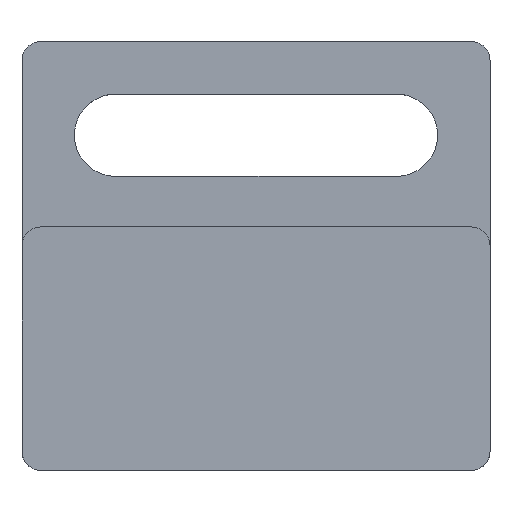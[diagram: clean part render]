
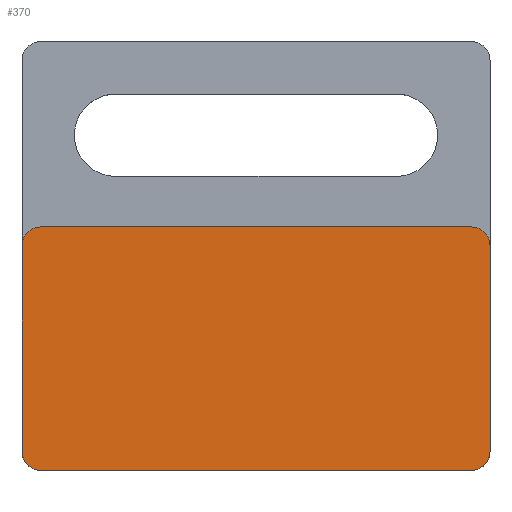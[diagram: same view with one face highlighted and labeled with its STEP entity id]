
A CAD part, top view. The second image highlights one B-rep face of the part: STEP entity #370.
In plain terms, the highlighted planar face has unit normal (0, 0, 1).
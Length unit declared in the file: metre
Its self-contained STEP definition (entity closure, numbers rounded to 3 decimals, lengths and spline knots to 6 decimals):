
#30=CIRCLE('',#414,0.001);
#31=CIRCLE('',#415,0.001);
#32=CIRCLE('',#416,0.001);
#33=CIRCLE('',#417,0.001);
#70=ORIENTED_EDGE('',*,*,#176,.F.);
#71=ORIENTED_EDGE('',*,*,#177,.T.);
#72=ORIENTED_EDGE('',*,*,#172,.F.);
#73=ORIENTED_EDGE('',*,*,#178,.T.);
#74=ORIENTED_EDGE('',*,*,#166,.T.);
#75=ORIENTED_EDGE('',*,*,#179,.T.);
#76=ORIENTED_EDGE('',*,*,#180,.T.);
#77=ORIENTED_EDGE('',*,*,#181,.T.);
#166=EDGE_CURVE('',#220,#221,#246,.T.);
#172=EDGE_CURVE('',#224,#225,#252,.T.);
#176=EDGE_CURVE('',#228,#229,#256,.T.);
#177=EDGE_CURVE('',#228,#225,#30,.F.);
#178=EDGE_CURVE('',#224,#220,#31,.F.);
#179=EDGE_CURVE('',#221,#230,#32,.F.);
#180=EDGE_CURVE('',#230,#231,#257,.T.);
#181=EDGE_CURVE('',#231,#229,#33,.F.);
#220=VERTEX_POINT('',#596);
#221=VERTEX_POINT('',#597);
#224=VERTEX_POINT('',#607);
#225=VERTEX_POINT('',#608);
#228=VERTEX_POINT('',#616);
#229=VERTEX_POINT('',#617);
#230=VERTEX_POINT('',#621);
#231=VERTEX_POINT('',#623);
#246=LINE('',#595,#284);
#252=LINE('',#606,#290);
#256=LINE('',#615,#294);
#257=LINE('',#622,#295);
#284=VECTOR('',#475,1.);
#290=VECTOR('',#483,1.);
#294=VECTOR('',#489,1.);
#295=VECTOR('',#496,1.);
#316=EDGE_LOOP('',(#70,#71,#72,#73,#74,#75,#76,#77));
#338=FACE_BOUND('',#316,.T.);
#358=PLANE('',#413);
#370=ADVANCED_FACE('',(#338),#358,.F.);
#413=AXIS2_PLACEMENT_3D('',#614,#487,#488);
#414=AXIS2_PLACEMENT_3D('',#618,#490,#491);
#415=AXIS2_PLACEMENT_3D('',#619,#492,#493);
#416=AXIS2_PLACEMENT_3D('',#620,#494,#495);
#417=AXIS2_PLACEMENT_3D('',#624,#497,#498);
#475=DIRECTION('',(0.,1.,0.));
#483=DIRECTION('',(-1.,0.,0.));
#487=DIRECTION('',(0.,0.,-1.));
#488=DIRECTION('',(-1.,0.,0.));
#489=DIRECTION('',(0.,1.,0.));
#490=DIRECTION('',(0.,0.,-1.));
#491=DIRECTION('',(-1.,0.,0.));
#492=DIRECTION('',(0.,0.,-1.));
#493=DIRECTION('',(-1.,0.,0.));
#494=DIRECTION('',(0.,0.,-1.));
#495=DIRECTION('',(-1.,0.,0.));
#496=DIRECTION('',(-1.,0.,0.));
#497=DIRECTION('',(0.,0.,-1.));
#498=DIRECTION('',(-1.,0.,0.));
#595=CARTESIAN_POINT('',(0.0125,-0.013,0.029835));
#596=CARTESIAN_POINT('',(0.0125,-0.012,0.029835));
#597=CARTESIAN_POINT('',(0.0125,-0.001,0.029835));
#606=CARTESIAN_POINT('',(0.,-0.013,0.029835));
#607=CARTESIAN_POINT('',(0.0115,-0.013,0.029835));
#608=CARTESIAN_POINT('',(-0.0115,-0.013,0.029835));
#614=CARTESIAN_POINT('',(0.,-0.013,0.029835));
#615=CARTESIAN_POINT('',(-0.0125,-0.013,0.029835));
#616=CARTESIAN_POINT('',(-0.0125,-0.012,0.029835));
#617=CARTESIAN_POINT('',(-0.0125,-0.001,0.029835));
#618=CARTESIAN_POINT('',(-0.0115,-0.012,0.029835));
#619=CARTESIAN_POINT('',(0.0115,-0.012,0.029835));
#620=CARTESIAN_POINT('',(0.0115,-0.001,0.029835));
#621=CARTESIAN_POINT('',(0.0115,0.,0.029835));
#622=CARTESIAN_POINT('',(0.,0.,0.029835));
#623=CARTESIAN_POINT('',(-0.0115,0.,0.029835));
#624=CARTESIAN_POINT('',(-0.0115,-0.001,0.029835));
